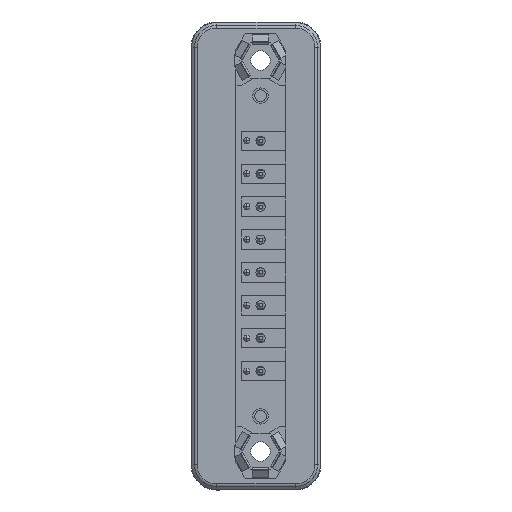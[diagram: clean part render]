
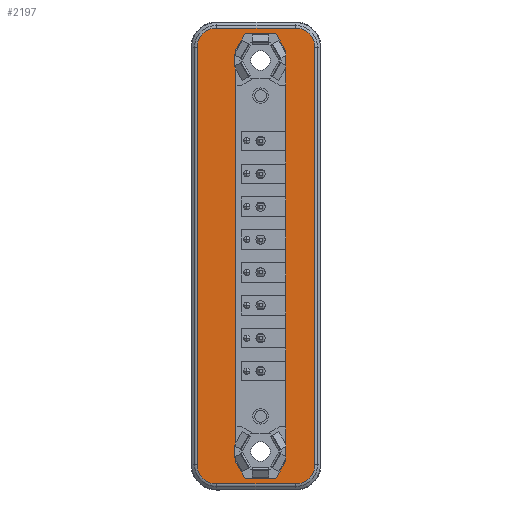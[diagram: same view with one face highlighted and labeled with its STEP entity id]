
A CAD part, front view. The second image highlights one B-rep face of the part: STEP entity #2197.
In plain terms, the highlighted planar face has unit normal (0, -1, 0).
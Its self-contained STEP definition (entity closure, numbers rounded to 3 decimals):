
#2197=ADVANCED_FACE('',(#4709,#4710),#4711,.T.);
#4709=FACE_OUTER_BOUND('',#7523,.T.);
#4710=FACE_BOUND('',#7524,.T.);
#4711=PLANE('',#7525);
#7523=EDGE_LOOP('',(#13839,#13840,#13841,#13842,#13843,#13844,#13845,#13846));
#7524=EDGE_LOOP('',(#13847,#13848,#13849,#13850,#13851,#13852,#13853,#13854,#13855,#13856,#13857,#13858));
#7525=AXIS2_PLACEMENT_3D('',#13859,#13860,#13861);
#13839=ORIENTED_EDGE('',*,*,#18897,.F.);
#13840=ORIENTED_EDGE('',*,*,#18695,.T.);
#13841=ORIENTED_EDGE('',*,*,#18041,.T.);
#13842=ORIENTED_EDGE('',*,*,#18775,.T.);
#13843=ORIENTED_EDGE('',*,*,#17470,.F.);
#13844=ORIENTED_EDGE('',*,*,#18898,.F.);
#13845=ORIENTED_EDGE('',*,*,#17127,.F.);
#13846=ORIENTED_EDGE('',*,*,#18899,.F.);
#13847=ORIENTED_EDGE('',*,*,#18900,.T.);
#13848=ORIENTED_EDGE('',*,*,#18209,.F.);
#13849=ORIENTED_EDGE('',*,*,#18886,.T.);
#13850=ORIENTED_EDGE('',*,*,#17917,.F.);
#13851=ORIENTED_EDGE('',*,*,#16828,.T.);
#13852=ORIENTED_EDGE('',*,*,#18846,.T.);
#13853=ORIENTED_EDGE('',*,*,#18448,.T.);
#13854=ORIENTED_EDGE('',*,*,#18150,.T.);
#13855=ORIENTED_EDGE('',*,*,#18901,.T.);
#13856=ORIENTED_EDGE('',*,*,#16368,.T.);
#13857=ORIENTED_EDGE('',*,*,#17077,.F.);
#13858=ORIENTED_EDGE('',*,*,#17519,.T.);
#13859=CARTESIAN_POINT('',(-4.1,5.65,-37.075));
#13860=DIRECTION('',(0.,-1.0,0.));
#13861=DIRECTION('',(0.,0.,1.0));
#16368=EDGE_CURVE('',#19433,#19438,#19440,.T.);
#16828=EDGE_CURVE('',#20249,#20250,#20251,.T.);
#17077=EDGE_CURVE('',#20649,#19438,#20651,.T.);
#17127=EDGE_CURVE('',#20726,#20727,#20728,.T.);
#17470=EDGE_CURVE('',#21267,#21269,#21270,.T.);
#17519=EDGE_CURVE('',#20649,#21341,#21343,.T.);
#17917=EDGE_CURVE('',#20249,#21927,#21928,.T.);
#18041=EDGE_CURVE('',#22110,#22111,#22112,.T.);
#18150=EDGE_CURVE('',#22243,#22245,#22247,.T.);
#18209=EDGE_CURVE('',#22318,#22319,#22320,.T.);
#18448=EDGE_CURVE('',#22632,#22243,#22633,.T.);
#18695=EDGE_CURVE('',#22957,#22110,#22958,.T.);
#18775=EDGE_CURVE('',#22111,#21269,#23055,.T.);
#18846=EDGE_CURVE('',#20250,#22632,#23134,.T.);
#18886=EDGE_CURVE('',#22318,#21927,#23181,.T.);
#18897=EDGE_CURVE('',#22957,#23192,#23193,.T.);
#18898=EDGE_CURVE('',#20727,#21267,#23194,.T.);
#18899=EDGE_CURVE('',#23192,#20726,#23195,.T.);
#18900=EDGE_CURVE('',#21341,#22319,#23196,.T.);
#18901=EDGE_CURVE('',#22245,#19433,#23197,.T.);
#19433=VERTEX_POINT('',#23765);
#19438=VERTEX_POINT('',#23772);
#19440=LINE('',#23775,#23776);
#20249=VERTEX_POINT('',#24882);
#20250=VERTEX_POINT('',#24883);
#20251=LINE('',#24884,#24885);
#20649=VERTEX_POINT('',#25470);
#20651=LINE('',#25473,#25474);
#20726=VERTEX_POINT('',#25573);
#20727=VERTEX_POINT('',#25574);
#20728=LINE('',#25575,#25576);
#21267=VERTEX_POINT('',#26334);
#21269=VERTEX_POINT('',#26337);
#21270=LINE('',#26338,#26339);
#21341=VERTEX_POINT('',#26441);
#21343=CIRCLE('',#26444,4.1);
#21927=VERTEX_POINT('',#27289);
#21928=LINE('',#27290,#27291);
#22110=VERTEX_POINT('',#27559);
#22111=VERTEX_POINT('',#27560);
#22112=LINE('',#27561,#27562);
#22243=VERTEX_POINT('',#27742);
#22245=VERTEX_POINT('',#27745);
#22247=LINE('',#27748,#27749);
#22318=VERTEX_POINT('',#27846);
#22319=VERTEX_POINT('',#27847);
#22320=CIRCLE('',#27848,4.1);
#22632=VERTEX_POINT('',#28286);
#22633=LINE('',#28287,#28288);
#22957=VERTEX_POINT('',#28754);
#22958=CIRCLE('',#28755,3.0);
#23055=CIRCLE('',#28890,3.0);
#23134=LINE('',#29008,#29009);
#23181=LINE('',#29095,#29096);
#23192=VERTEX_POINT('',#29110);
#23193=LINE('',#29111,#29112);
#23194=CIRCLE('',#29113,3.0);
#23195=CIRCLE('',#29114,3.0);
#23196=LINE('',#29115,#29116);
#23197=LINE('',#29117,#29118);
#23765=CARTESIAN_POINT('',(-2.384,5.65,-52.11));
#23772=CARTESIAN_POINT('',(-3.8,5.65,-49.658));
#23775=CARTESIAN_POINT('',(-14.873,5.65,-30.48));
#23776=VECTOR('',#29840,1.0);
#24882=CARTESIAN_POINT('',(-2.384,5.65,16.55));
#24883=CARTESIAN_POINT('',(2.384,5.65,16.55));
#24884=CARTESIAN_POINT('',(41.643,5.65,16.55));
#24885=VECTOR('',#30450,1.0);
#25470=CARTESIAN_POINT('',(-3.8,5.65,-49.519));
#25473=CARTESIAN_POINT('',(-3.8,5.65,-30.48));
#25474=VECTOR('',#30741,1.0);
#25573=CARTESIAN_POINT('',(-6.8,5.65,17.42));
#25574=CARTESIAN_POINT('',(5.4,5.65,17.42));
#25575=CARTESIAN_POINT('',(41.643,5.65,17.42));
#25576=VECTOR('',#30802,1.0);
#26334=CARTESIAN_POINT('',(8.4,5.65,14.42));
#26337=CARTESIAN_POINT('',(8.4,5.65,-49.98));
#26338=CARTESIAN_POINT('',(8.4,5.65,-30.48));
#26339=VECTOR('',#31173,1.0);
#26441=CARTESIAN_POINT('',(-3.8,5.65,-46.441));
#26444=AXIS2_PLACEMENT_3D('',#31242,#31243,#31244);
#27289=CARTESIAN_POINT('',(-3.8,5.65,14.098));
#27290=CARTESIAN_POINT('',(-11.94,5.65,0.));
#27291=VECTOR('',#31692,1.0);
#27559=CARTESIAN_POINT('',(-6.8,5.65,-52.98));
#27560=CARTESIAN_POINT('',(5.4,5.65,-52.98));
#27561=CARTESIAN_POINT('',(41.643,5.65,-52.98));
#27562=VECTOR('',#31803,1.0);
#27742=CARTESIAN_POINT('',(3.87,5.65,-49.537));
#27745=CARTESIAN_POINT('',(2.384,5.65,-52.11));
#27748=CARTESIAN_POINT('',(14.873,5.65,-30.48));
#27749=VECTOR('',#31921,1.0);
#27846=CARTESIAN_POINT('',(-3.8,5.65,13.959));
#27847=CARTESIAN_POINT('',(-3.8,5.65,10.881));
#27848=AXIS2_PLACEMENT_3D('',#31987,#31988,#31989);
#28286=CARTESIAN_POINT('',(3.87,5.65,13.977));
#28287=CARTESIAN_POINT('',(3.87,5.65,-15.24));
#28288=VECTOR('',#32260,1.0);
#28754=CARTESIAN_POINT('',(-9.8,5.65,-49.98));
#28755=AXIS2_PLACEMENT_3D('',#32508,#32509,#32510);
#28890=AXIS2_PLACEMENT_3D('',#32594,#32595,#32596);
#29008=CARTESIAN_POINT('',(11.94,5.65,0.));
#29009=VECTOR('',#32651,1.0);
#29095=CARTESIAN_POINT('',(-3.8,5.65,0.));
#29096=VECTOR('',#32685,1.0);
#29110=CARTESIAN_POINT('',(-9.8,5.65,14.42));
#29111=CARTESIAN_POINT('',(-9.8,5.65,-30.48));
#29112=VECTOR('',#32695,1.0);
#29113=AXIS2_PLACEMENT_3D('',#32696,#32697,#32698);
#29114=AXIS2_PLACEMENT_3D('',#32699,#32700,#32701);
#29115=CARTESIAN_POINT('',(-3.8,5.65,-30.48));
#29116=VECTOR('',#32702,1.0);
#29117=CARTESIAN_POINT('',(41.643,5.65,-52.11));
#29118=VECTOR('',#32703,1.0);
#29840=DIRECTION('',(-0.5,0.,0.866));
#30450=DIRECTION('',(1.0,0.,0.));
#30741=DIRECTION('',(0.,0.,-1.0));
#30802=DIRECTION('',(1.0,0.,0.));
#31173=DIRECTION('',(0.,0.,-1.0));
#31242=CARTESIAN_POINT('',(0.,5.65,-47.98));
#31243=DIRECTION('',(0.,1.0,0.));
#31244=DIRECTION('',(0.,0.,-1.0));
#31692=DIRECTION('',(-0.5,0.,-0.866));
#31803=DIRECTION('',(1.0,0.,0.));
#31921=DIRECTION('',(-0.5,0.,-0.866));
#31987=CARTESIAN_POINT('',(0.,5.65,12.42));
#31988=DIRECTION('',(0.,-1.0,0.));
#31989=DIRECTION('',(0.,0.,1.0));
#32260=DIRECTION('',(0.,0.,-1.0));
#32508=CARTESIAN_POINT('',(-6.8,5.65,-49.98));
#32509=DIRECTION('',(0.,-1.0,0.));
#32510=DIRECTION('',(1.0,0.,0.));
#32594=CARTESIAN_POINT('',(5.4,5.65,-49.98));
#32595=DIRECTION('',(0.,-1.0,0.));
#32596=DIRECTION('',(1.0,0.,0.));
#32651=DIRECTION('',(0.5,0.,-0.866));
#32685=DIRECTION('',(0.,0.,1.0));
#32695=DIRECTION('',(0.,0.,1.0));
#32696=CARTESIAN_POINT('',(5.4,5.65,14.42));
#32697=DIRECTION('',(0.,1.0,0.));
#32698=DIRECTION('',(1.0,0.,0.));
#32699=CARTESIAN_POINT('',(-6.8,5.65,14.42));
#32700=DIRECTION('',(0.,1.0,0.));
#32701=DIRECTION('',(1.0,0.,0.));
#32702=DIRECTION('',(0.,0.,1.0));
#32703=DIRECTION('',(-1.0,0.,0.));
